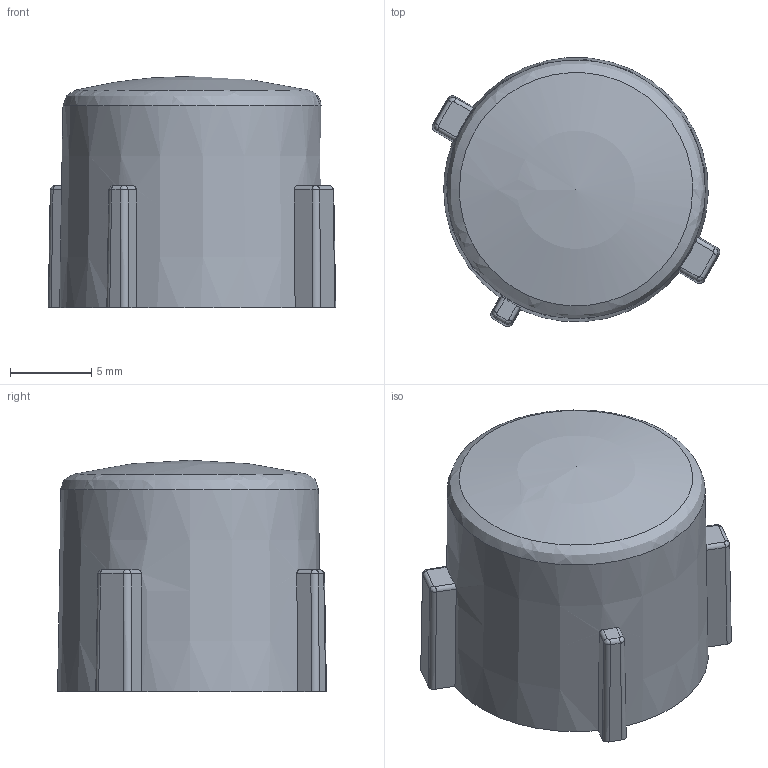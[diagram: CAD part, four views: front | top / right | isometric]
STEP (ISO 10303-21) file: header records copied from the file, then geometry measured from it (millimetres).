
FILE_DESCRIPTION(/* description */ (''),/* implementation_level */ '2;1');
FILE_NAME(/* name */ 'A Button.step',/* time_stamp */ '2023-12-15T01:06:48-08:00',/* author */ (''),/* organization */ (''),/* preprocessor_version */ 'ST-DEVELOPER v20',/* originating_system */ 'Autodesk Translation Framework v12.14.0.127',/* authorisation */ '');
FILE_SCHEMA (('AUTOMOTIVE_DESIGN { 1 0 10303 214 3 1 1 }'));
Length unit declared in the file: millimetre
Products named in the file (2): A Button OEM; AButton
Assembly tree (1 placements, depth 2):
  A Button OEM
    AButton
Bounding box: 17.71 x 16.57 x 14.25 mm (x, y, z)
Volume: 993.9 mm3; surface area: 2169 mm2
Topology: 1 solids, 1 shells, 70 faces, 191 edges, 123 vertices
Faces by surface type: plane 30, cylinder 23, bspline 9, cone 5, sphere 3
Entity records: 2838 total; most frequent: CARTESIAN_POINT 1091, ORIENTED_EDGE 378, DIRECTION 342, EDGE_CURVE 189, AXIS2_PLACEMENT_3D 135, VERTEX_POINT 123, LINE 72, VECTOR 72
